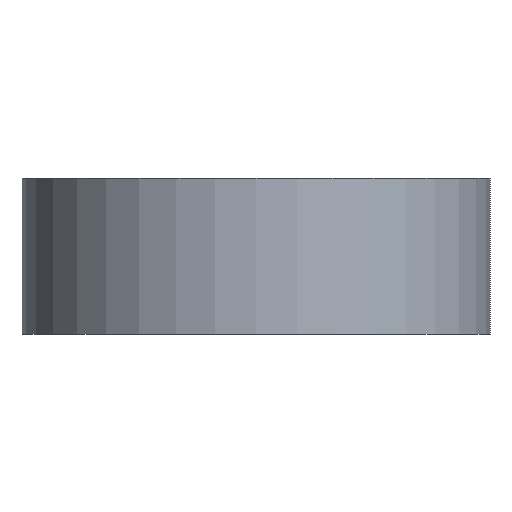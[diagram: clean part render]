
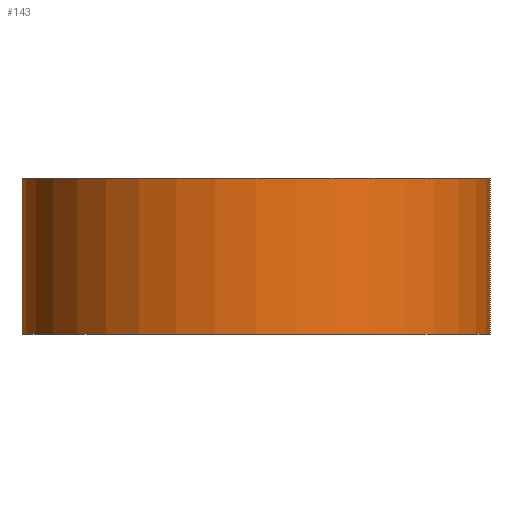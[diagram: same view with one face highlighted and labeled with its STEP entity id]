
A CAD part, left-side view. The second image highlights one B-rep face of the part: STEP entity #143.
In plain terms, the highlighted cylindrical face has radius 6 mm (diameter 12 mm), a partial arc.
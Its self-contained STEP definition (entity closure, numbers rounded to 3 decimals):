
#25=FACE_OUTER_BOUND('',#33,.T.);
#33=EDGE_LOOP('',(#109,#110,#111,#112));
#45=LINE('',#250,#55);
#46=LINE('',#253,#56);
#55=VECTOR('',#208,10.);
#56=VECTOR('',#211,10.);
#67=CIRCLE('',#179,6.);
#68=CIRCLE('',#180,6.);
#75=VERTEX_POINT('',#246);
#76=VERTEX_POINT('',#247);
#77=VERTEX_POINT('',#249);
#78=VERTEX_POINT('',#251);
#89=EDGE_CURVE('',#75,#76,#67,.T.);
#90=EDGE_CURVE('',#76,#77,#45,.T.);
#91=EDGE_CURVE('',#78,#77,#68,.T.);
#92=EDGE_CURVE('',#75,#78,#46,.T.);
#109=ORIENTED_EDGE('',*,*,#89,.T.);
#110=ORIENTED_EDGE('',*,*,#90,.T.);
#111=ORIENTED_EDGE('',*,*,#91,.F.);
#112=ORIENTED_EDGE('',*,*,#92,.F.);
#139=CYLINDRICAL_SURFACE('',#178,6.);
#143=ADVANCED_FACE('',(#25),#139,.T.);
#178=AXIS2_PLACEMENT_3D('',#245,#204,#205);
#179=AXIS2_PLACEMENT_3D('',#248,#206,#207);
#180=AXIS2_PLACEMENT_3D('',#252,#209,#210);
#204=DIRECTION('center_axis',(0.,0.,1.));
#205=DIRECTION('ref_axis',(-1.,0.,0.));
#206=DIRECTION('center_axis',(0.,0.,1.));
#207=DIRECTION('ref_axis',(1.,0.,0.));
#208=DIRECTION('',(0.,0.,1.));
#209=DIRECTION('center_axis',(0.,0.,1.));
#210=DIRECTION('ref_axis',(1.,0.,0.));
#211=DIRECTION('',(0.,0.,1.));
#245=CARTESIAN_POINT('Origin',(-13.46,0.,0.));
#246=CARTESIAN_POINT('',(-13.46,6.,0.));
#247=CARTESIAN_POINT('',(-13.46,-6.,0.));
#248=CARTESIAN_POINT('Origin',(-13.46,0.,0.));
#249=CARTESIAN_POINT('',(-13.46,-6.,4.));
#250=CARTESIAN_POINT('',(-13.46,-6.,0.));
#251=CARTESIAN_POINT('',(-13.46,6.,4.));
#252=CARTESIAN_POINT('Origin',(-13.46,0.,4.));
#253=CARTESIAN_POINT('',(-13.46,6.,0.));
